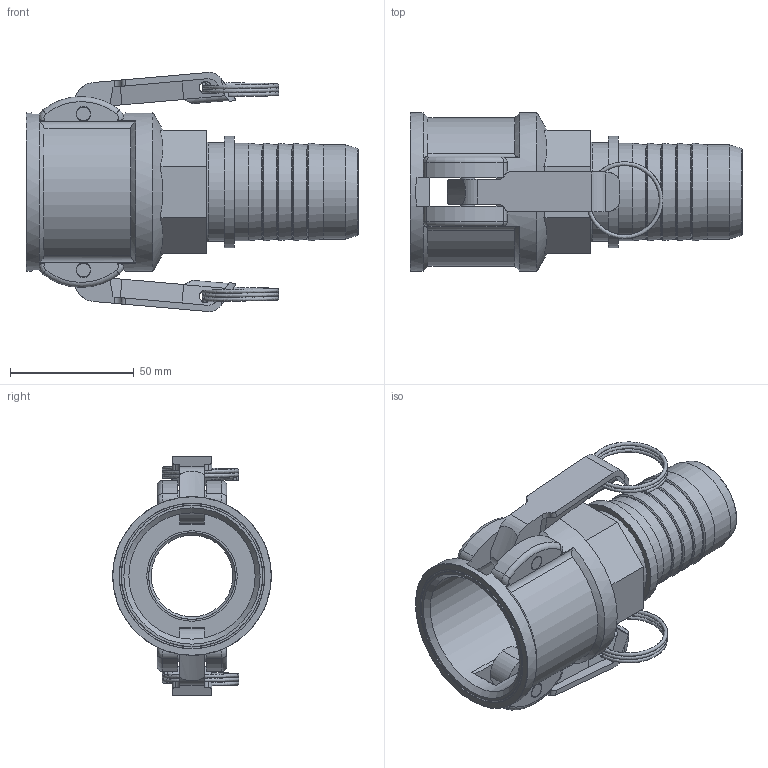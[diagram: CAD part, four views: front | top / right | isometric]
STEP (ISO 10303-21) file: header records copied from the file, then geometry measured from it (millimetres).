
FILE_DESCRIPTION(/* description */ (''),/* implementation_level */ '2;1');
FILE_NAME(/* name */ 'mstp_38_35_n.stp',/* time_stamp */ '2020-04-29T08:50:07+02:00',/* author */ ('ertl'),/* organization */ (''),/* preprocessor_version */ 'ST-DEVELOPER v17',/* originating_system */ 'Autodesk Inventor 2018',/* authorisation */ '0 mm^3');
FILE_SCHEMA (('AUTOMOTIVE_DESIGN { 1 0 10303 214 3 1 1 }'));
Length unit declared in the file: millimetre
Products named in the file (1): mstp_38_35_n
Bounding box: 134 x 64 x 96.47 mm (x, y, z)
Volume: 124754.3 mm3; surface area: 58734.3 mm2
Topology: 3 solids, 3 shells, 222 faces, 635 edges, 422 vertices
Faces by surface type: plane 94, cylinder 79, cone 28, torus 11, bspline 10
Full cylindrical faces by diameter (mm): 5 x2, 6 x6, 6.5 x2, 33 x1, 35 x1, 36.5 x1, 38 x1, 38.5 x1, 38.952 x1, 39.358 x1, 40 x1, 41.91 x1, 45 x1, 51 x1, 53.5 x1, 54 x1, 64 x2
Entity records: 9155 total; most frequent: CARTESIAN_POINT 2993, ORIENTED_EDGE 1270, DIRECTION 1230, EDGE_CURVE 635, AXIS2_PLACEMENT_3D 480, VERTEX_POINT 422, LINE 270, VECTOR 270
